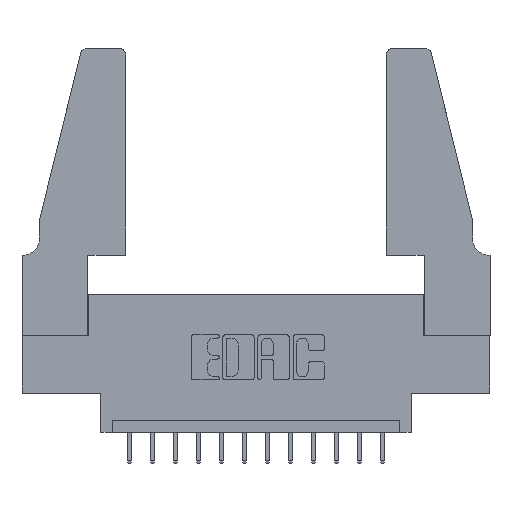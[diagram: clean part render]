
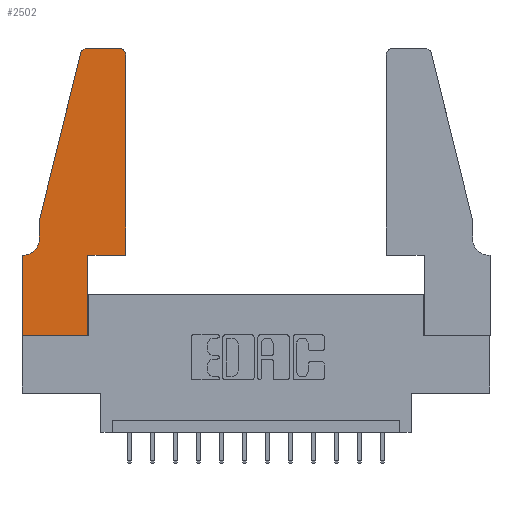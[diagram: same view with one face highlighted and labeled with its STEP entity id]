
A CAD part, top view. The second image highlights one B-rep face of the part: STEP entity #2502.
In plain terms, the highlighted planar face has unit normal (0, 0, 1).
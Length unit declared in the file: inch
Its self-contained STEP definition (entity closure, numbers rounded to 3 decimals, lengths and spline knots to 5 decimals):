
#76 = CARTESIAN_POINT ( 'NONE',  ( 0., 0., 0.37 ) ) ;
#89 = DIRECTION ( 'NONE',  ( 0., 1., 0. ) ) ;
#161 = LINE ( 'NONE', #76, #5864 ) ;
#264 = ORIENTED_EDGE ( 'NONE', *, *, #8696, .T. ) ;
#266 = EDGE_LOOP ( 'NONE', ( #11948, #13935, #3827, #1663, #1686, #11958, #10892, #8304, #264, #13360, #4059, #10341 ) ) ;
#592 = DIRECTION ( 'NONE',  ( 1., 0., 0. ) ) ;
#644 = VECTOR ( 'NONE', #89, 39.37008 ) ;
#834 = CARTESIAN_POINT ( 'NONE',  ( 0.4505, 0.35, 0.37 ) ) ;
#913 = EDGE_CURVE ( 'NONE', #11644, #4096, #10878, .T. ) ;
#1229 = CARTESIAN_POINT ( 'NONE',  ( 0.4205, 1.22, 0.37 ) ) ;
#1663 = ORIENTED_EDGE ( 'NONE', *, *, #1962, .T. ) ;
#1686 = ORIENTED_EDGE ( 'NONE', *, *, #3490, .T. ) ;
#1962 = EDGE_CURVE ( 'NONE', #11361, #5787, #13386, .T. ) ;
#2091 = LINE ( 'NONE', #5690, #7659 ) ;
#2184 = VECTOR ( 'NONE', #4885, 39.37008 ) ;
#2205 = CARTESIAN_POINT ( 'NONE',  ( 0.2865, 0., 0.37 ) ) ;
#2289 = VECTOR ( 'NONE', #8061, 39.37008 ) ;
#2502 = ADVANCED_FACE ( 'NONE', ( #9452 ), #10493, .T. ) ;
#2906 = VERTEX_POINT ( 'NONE', #2991 ) ;
#2991 = CARTESIAN_POINT ( 'NONE',  ( 0.25487, 1.22718, 0.37 ) ) ;
#3031 = DIRECTION ( 'NONE',  ( 1., 0., 0. ) ) ;
#3490 = EDGE_CURVE ( 'NONE', #5787, #11644, #14025, .T. ) ;
#3530 = AXIS2_PLACEMENT_3D ( 'NONE', #10525, #5713, #15136 ) ;
#3795 = CIRCLE ( 'NONE', #9850, 0.03 ) ;
#3827 = ORIENTED_EDGE ( 'NONE', *, *, #13021, .T. ) ;
#3868 = VECTOR ( 'NONE', #592, 39.37008 ) ;
#3884 = CARTESIAN_POINT ( 'NONE',  ( 0.0755, 0.5, 0.37 ) ) ;
#4059 = ORIENTED_EDGE ( 'NONE', *, *, #10678, .T. ) ;
#4096 = VERTEX_POINT ( 'NONE', #5770 ) ;
#4118 = CARTESIAN_POINT ( 'NONE',  ( 0.4505, 0.35, 0.37 ) ) ;
#4439 = LINE ( 'NONE', #9239, #2289 ) ;
#4856 = DIRECTION ( 'NONE',  ( 0., 0., -1. ) ) ;
#4885 = DIRECTION ( 'NONE',  ( -1., 0., 0. ) ) ;
#4964 = DIRECTION ( 'NONE',  ( 0., -1., 0. ) ) ;
#5174 = VERTEX_POINT ( 'NONE', #12921 ) ;
#5183 = VERTEX_POINT ( 'NONE', #11719 ) ;
#5518 = DIRECTION ( 'NONE',  ( 0., 1., 0. ) ) ;
#5575 = VECTOR ( 'NONE', #3031, 39.37008 ) ;
#5690 = CARTESIAN_POINT ( 'NONE',  ( 0.4505, 0.35, 0.37 ) ) ;
#5713 = DIRECTION ( 'NONE',  ( 0., 0., 1. ) ) ;
#5770 = CARTESIAN_POINT ( 'NONE',  ( 0., 0.35, 0.37 ) ) ;
#5787 = VERTEX_POINT ( 'NONE', #13968 ) ;
#5864 = VECTOR ( 'NONE', #4964, 39.37008 ) ;
#5919 = CARTESIAN_POINT ( 'NONE',  ( 0., 0., 0.37 ) ) ;
#5931 = CARTESIAN_POINT ( 'NONE',  ( 0.2865, 0.35, 0.37 ) ) ;
#6044 = EDGE_CURVE ( 'NONE', #5183, #5174, #4439, .T. ) ;
#6944 = EDGE_CURVE ( 'NONE', #8968, #5183, #3795, .T. ) ;
#7040 = DIRECTION ( 'NONE',  ( 0., 0., 1. ) ) ;
#7659 = VECTOR ( 'NONE', #5518, 39.37008 ) ;
#8061 = DIRECTION ( 'NONE',  ( -1., 0., 0. ) ) ;
#8304 = ORIENTED_EDGE ( 'NONE', *, *, #14979, .T. ) ;
#8338 = CARTESIAN_POINT ( 'NONE',  ( 0.0055, 0.42, 0.37 ) ) ;
#8388 = VERTEX_POINT ( 'NONE', #2205 ) ;
#8696 = EDGE_CURVE ( 'NONE', #8388, #10735, #11919, .T. ) ;
#8968 = VERTEX_POINT ( 'NONE', #13866 ) ;
#9001 = CARTESIAN_POINT ( 'NONE',  ( 0., 0., 0.37 ) ) ;
#9126 = LINE ( 'NONE', #834, #3868 ) ;
#9239 = CARTESIAN_POINT ( 'NONE',  ( 0.2605, 1.25, 0.37 ) ) ;
#9369 = CARTESIAN_POINT ( 'NONE',  ( 0., 0.35, 0.37 ) ) ;
#9452 = FACE_OUTER_BOUND ( 'NONE', #266, .T. ) ;
#9680 = DIRECTION ( 'NONE',  ( -1., 0., 0. ) ) ;
#9779 = CARTESIAN_POINT ( 'NONE',  ( 0.0755, 0.35, 0.37 ) ) ;
#9850 = AXIS2_PLACEMENT_3D ( 'NONE', #1229, #12113, #10946 ) ;
#9967 = LINE ( 'NONE', #3884, #15092 ) ;
#10295 = VECTOR ( 'NONE', #11102, 39.37008 ) ;
#10341 = ORIENTED_EDGE ( 'NONE', *, *, #6944, .T. ) ;
#10478 = EDGE_CURVE ( 'NONE', #4096, #13733, #161, .T. ) ;
#10493 = PLANE ( 'NONE',  #14769 ) ;
#10525 = CARTESIAN_POINT ( 'NONE',  ( 0.284, 1.22, 0.37 ) ) ;
#10678 = EDGE_CURVE ( 'NONE', #13148, #8968, #2091, .T. ) ;
#10735 = VERTEX_POINT ( 'NONE', #5931 ) ;
#10766 = CARTESIAN_POINT ( 'NONE',  ( 0.0755, 0.5, 0.37 ) ) ;
#10878 = LINE ( 'NONE', #9779, #2184 ) ;
#10892 = ORIENTED_EDGE ( 'NONE', *, *, #10478, .T. ) ;
#10946 = DIRECTION ( 'NONE',  ( 1., 0., 0. ) ) ;
#11102 = DIRECTION ( 'NONE',  ( 0., -1., 0. ) ) ;
#11201 = DIRECTION ( 'NONE',  ( -0.239, -0.971, 0. ) ) ;
#11268 = AXIS2_PLACEMENT_3D ( 'NONE', #8338, #4856, #9680 ) ;
#11305 = EDGE_CURVE ( 'NONE', #10735, #13148, #9126, .T. ) ;
#11361 = VERTEX_POINT ( 'NONE', #10766 ) ;
#11362 = LINE ( 'NONE', #9001, #5575 ) ;
#11388 = CARTESIAN_POINT ( 'NONE',  ( 0.0055, 0.35, 0.37 ) ) ;
#11644 = VERTEX_POINT ( 'NONE', #11388 ) ;
#11719 = CARTESIAN_POINT ( 'NONE',  ( 0.4205, 1.25, 0.37 ) ) ;
#11846 = CIRCLE ( 'NONE', #3530, 0.03 ) ;
#11919 = LINE ( 'NONE', #15352, #644 ) ;
#11948 = ORIENTED_EDGE ( 'NONE', *, *, #6044, .T. ) ;
#11958 = ORIENTED_EDGE ( 'NONE', *, *, #913, .T. ) ;
#12113 = DIRECTION ( 'NONE',  ( 0., 0., 1. ) ) ;
#12274 = CARTESIAN_POINT ( 'NONE',  ( 0.0755, 0.5, 0.37 ) ) ;
#12921 = CARTESIAN_POINT ( 'NONE',  ( 0.284, 1.25, 0.37 ) ) ;
#13021 = EDGE_CURVE ( 'NONE', #2906, #11361, #9967, .T. ) ;
#13148 = VERTEX_POINT ( 'NONE', #4118 ) ;
#13360 = ORIENTED_EDGE ( 'NONE', *, *, #11305, .T. ) ;
#13386 = LINE ( 'NONE', #12274, #10295 ) ;
#13471 = EDGE_CURVE ( 'NONE', #5174, #2906, #11846, .T. ) ;
#13733 = VERTEX_POINT ( 'NONE', #5919 ) ;
#13866 = CARTESIAN_POINT ( 'NONE',  ( 0.4505, 1.22, 0.37 ) ) ;
#13935 = ORIENTED_EDGE ( 'NONE', *, *, #13471, .T. ) ;
#13968 = CARTESIAN_POINT ( 'NONE',  ( 0.0755, 0.42, 0.37 ) ) ;
#14025 = CIRCLE ( 'NONE', #11268, 0.07 ) ;
#14769 = AXIS2_PLACEMENT_3D ( 'NONE', #9369, #7040, #15240 ) ;
#14979 = EDGE_CURVE ( 'NONE', #13733, #8388, #11362, .T. ) ;
#15092 = VECTOR ( 'NONE', #11201, 39.37008 ) ;
#15136 = DIRECTION ( 'NONE',  ( 1., 0., 0. ) ) ;
#15240 = DIRECTION ( 'NONE',  ( 1., 0., 0. ) ) ;
#15352 = CARTESIAN_POINT ( 'NONE',  ( 0.2865, 0.35, 0.37 ) ) ;
